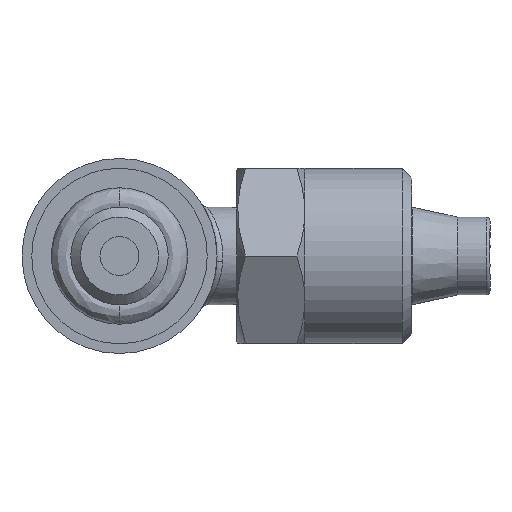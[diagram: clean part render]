
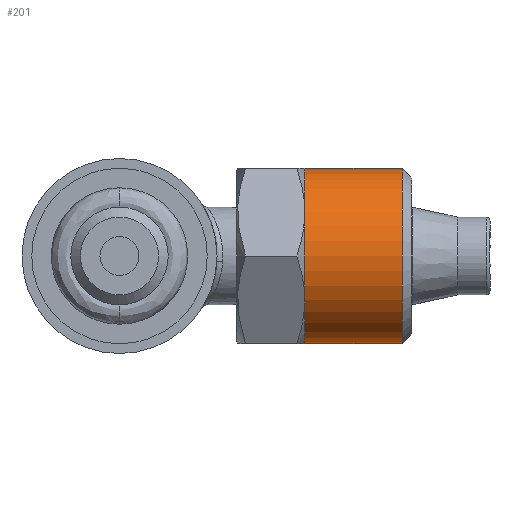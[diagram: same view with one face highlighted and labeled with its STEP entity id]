
A CAD part, front view. The second image highlights one B-rep face of the part: STEP entity #201.
In plain terms, the highlighted cylindrical face has radius 4.5 mm (diameter 9 mm), a full revolution.
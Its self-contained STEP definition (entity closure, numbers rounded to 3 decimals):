
#201 = ADVANCED_FACE( 'NONE', ( #332, #333 ), #334, .T. );
#332 = FACE_OUTER_BOUND( '', #778, .T. );
#333 = FACE_OUTER_BOUND( '', #779, .T. );
#334 = CYLINDRICAL_SURFACE( '', #780, 4.5 );
#778 = EDGE_LOOP( '', ( #1272 ) );
#779 = EDGE_LOOP( '', ( #1273, #1274, #1275, #1276, #1277, #1278 ) );
#780 = AXIS2_PLACEMENT_3D( '', #1279, #1280, #1281 );
#1272 = ORIENTED_EDGE( '', *, *, #1658, .T. );
#1273 = ORIENTED_EDGE( '', *, *, #1645, .F. );
#1274 = ORIENTED_EDGE( '', *, *, #1659, .F. );
#1275 = ORIENTED_EDGE( '', *, *, #1660, .F. );
#1276 = ORIENTED_EDGE( '', *, *, #1636, .F. );
#1277 = ORIENTED_EDGE( '', *, *, #1572, .F. );
#1278 = ORIENTED_EDGE( '', *, *, #1661, .F. );
#1279 = CARTESIAN_POINT( '', ( 3.581, 12.5, 0. ) );
#1280 = DIRECTION( '', ( -1., 0., 0. ) );
#1281 = DIRECTION( '', ( 0., 0., 1. ) );
#1572 = EDGE_CURVE( 'NONE', #1739, #1741, #1742, .T. );
#1636 = EDGE_CURVE( 'NONE', #1741, #1864, #1865, .T. );
#1645 = EDGE_CURVE( 'NONE', #1771, #1747, #1878, .T. );
#1658 = EDGE_CURVE( 'NONE', #1895, #1895, #1896, .T. );
#1659 = EDGE_CURVE( 'NONE', #1871, #1771, #1897, .T. );
#1660 = EDGE_CURVE( 'NONE', #1864, #1871, #1898, .T. );
#1661 = EDGE_CURVE( 'NONE', #1747, #1739, #1899, .T. );
#1739 = VERTEX_POINT( 'NONE', #2116 );
#1741 = VERTEX_POINT( 'NONE', #2128 );
#1742 = CIRCLE( '', #2129, 4.5 );
#1747 = VERTEX_POINT( 'NONE', #2146 );
#1771 = VERTEX_POINT( 'NONE', #2291 );
#1864 = VERTEX_POINT( 'NONE', #2436 );
#1865 = CIRCLE( '', #2437, 4.5 );
#1871 = VERTEX_POINT( 'NONE', #2465 );
#1878 = CIRCLE( '', #2502, 4.5 );
#1895 = VERTEX_POINT( '', #2560 );
#1896 = CIRCLE( '', #2561, 4.5 );
#1897 = CIRCLE( '', #2562, 4.5 );
#1898 = CIRCLE( '', #2563, 4.5 );
#1899 = CIRCLE( '', #2564, 4.5 );
#2116 = CARTESIAN_POINT( '', ( 9.5, 16.397, -2.25 ) );
#2128 = CARTESIAN_POINT( '', ( 9.5, 12.5, -4.5 ) );
#2129 = AXIS2_PLACEMENT_3D( '', #2732, #2733, #2734 );
#2146 = CARTESIAN_POINT( '', ( 9.5, 16.397, 2.25 ) );
#2291 = CARTESIAN_POINT( '', ( 9.5, 12.5, 4.5 ) );
#2436 = CARTESIAN_POINT( '', ( 9.5, 8.603, -2.25 ) );
#2437 = AXIS2_PLACEMENT_3D( '', #2847, #2848, #2849 );
#2465 = CARTESIAN_POINT( '', ( 9.5, 8.603, 2.25 ) );
#2502 = AXIS2_PLACEMENT_3D( '', #2852, #2853, #2854 );
#2560 = CARTESIAN_POINT( '', ( 14.5, 12.5, 4.5 ) );
#2561 = AXIS2_PLACEMENT_3D( '', #2871, #2872, #2873 );
#2562 = AXIS2_PLACEMENT_3D( '', #2874, #2875, #2876 );
#2563 = AXIS2_PLACEMENT_3D( '', #2877, #2878, #2879 );
#2564 = AXIS2_PLACEMENT_3D( '', #2880, #2881, #2882 );
#2732 = CARTESIAN_POINT( '', ( 9.5, 12.5, 0. ) );
#2733 = DIRECTION( '', ( -1., 0., 0. ) );
#2734 = DIRECTION( '', ( 0., 0., -1. ) );
#2847 = CARTESIAN_POINT( '', ( 9.5, 12.5, 0. ) );
#2848 = DIRECTION( '', ( -1., 0., 0. ) );
#2849 = DIRECTION( '', ( 0., 0., -1. ) );
#2852 = CARTESIAN_POINT( '', ( 9.5, 12.5, 0. ) );
#2853 = DIRECTION( '', ( -1., 0., 0. ) );
#2854 = DIRECTION( '', ( 0., 0., -1. ) );
#2871 = CARTESIAN_POINT( '', ( 14.5, 12.5, 0. ) );
#2872 = DIRECTION( '', ( -1., 0., 0. ) );
#2873 = DIRECTION( '', ( 0., 0., 1. ) );
#2874 = CARTESIAN_POINT( '', ( 9.5, 12.5, 0. ) );
#2875 = DIRECTION( '', ( -1., 0., 0. ) );
#2876 = DIRECTION( '', ( 0., 0., -1. ) );
#2877 = CARTESIAN_POINT( '', ( 9.5, 12.5, 0. ) );
#2878 = DIRECTION( '', ( -1., 0., 0. ) );
#2879 = DIRECTION( '', ( 0., 0., -1. ) );
#2880 = CARTESIAN_POINT( '', ( 9.5, 12.5, 0. ) );
#2881 = DIRECTION( '', ( -1., 0., 0. ) );
#2882 = DIRECTION( '', ( 0., 0., -1. ) );
